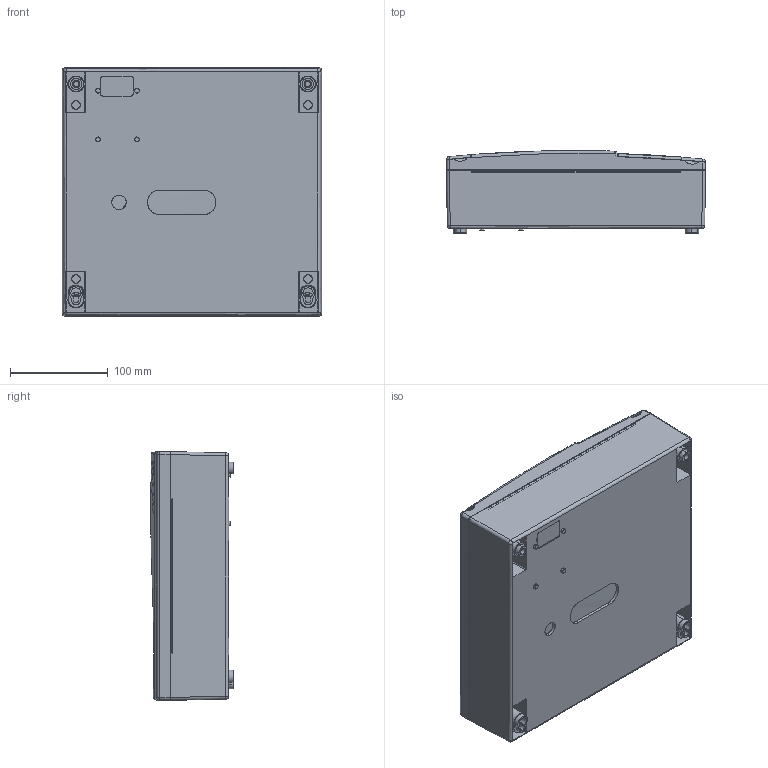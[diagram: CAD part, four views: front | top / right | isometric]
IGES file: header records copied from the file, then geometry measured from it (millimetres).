
Start section: SolidWorks IGES file using analytic representation for surfaces
Global section: file name: KM-150B.IGS; native system: SolidWorks 2009; preprocessor: SolidWorks 2009; author: uki; date: 120924.225655; units: millimetre
Bounding box: 265 x 84.2 x 254 mm (x, y, z)
Surface area: 579832 mm2 (no closed solid volume)
Topology: 0 solids, 0 shells, 1362 faces, 20507 edges, 20503 vertices
Faces by surface type: bspline 923, revolution 439
